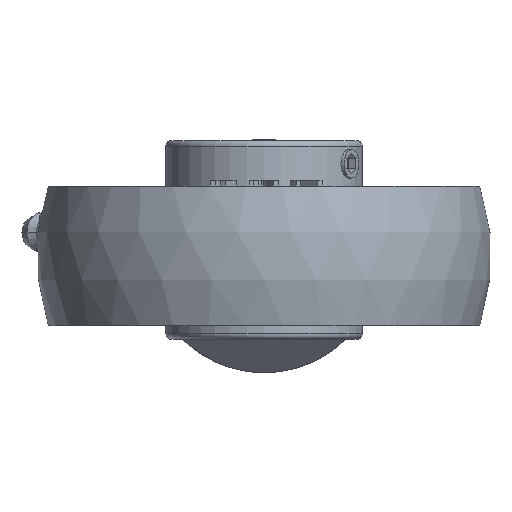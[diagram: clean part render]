
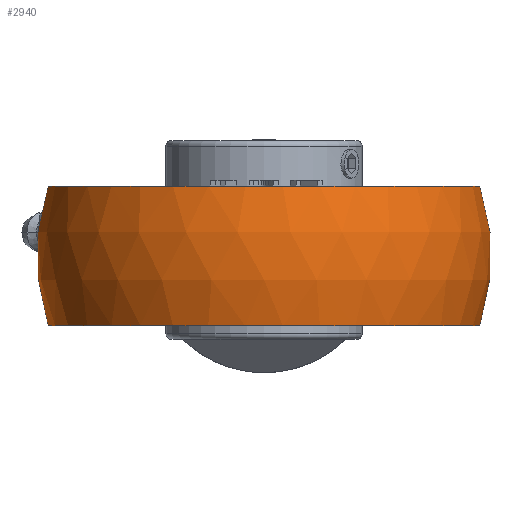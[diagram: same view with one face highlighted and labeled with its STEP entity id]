
A CAD part, front view. The second image highlights one B-rep face of the part: STEP entity #2940.
In plain terms, the highlighted spherical face has radius 39 mm.
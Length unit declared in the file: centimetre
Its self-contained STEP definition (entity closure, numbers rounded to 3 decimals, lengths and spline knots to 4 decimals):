
#257=SPHERICAL_SURFACE('',#3146,3.9);
#344=CIRCLE('',#3126,3.8536);
#345=CIRCLE('',#3129,3.8536);
#347=CIRCLE('',#3135,3.6998);
#349=CIRCLE('',#3138,3.8884);
#351=CIRCLE('',#3145,3.8884);
#352=CIRCLE('',#3147,3.8884);
#353=CIRCLE('',#3148,2.0001);
#354=CIRCLE('',#3149,3.7108);
#355=CIRCLE('',#3150,2.0001);
#356=CIRCLE('',#3151,3.8884);
#357=CIRCLE('',#3152,3.7108);
#465=B_SPLINE_CURVE_WITH_KNOTS('',3,(#5305,#5306,#5307,#5308,#5309,#5310,
#5311,#5312,#5313,#5314,#5315,#5316,#5317,#5318,#5319,#5320,#5321,#5322,
#5323,#5324,#5325,#5326),.UNSPECIFIED.,.F.,.U.,(4,2,2,2,2,2,2,2,2,2,4),(0.6795,
0.9065,1.1335,1.3605,1.5867,1.813,
2.039,2.2649,2.4922,2.7196,2.9468),
 .UNSPECIFIED.);
#642=VERTEX_POINT('',#5327);
#643=VERTEX_POINT('',#5328);
#649=VERTEX_POINT('',#5342);
#652=VERTEX_POINT('',#5349);
#658=VERTEX_POINT('',#5370);
#659=VERTEX_POINT('',#5372);
#662=VERTEX_POINT('',#5382);
#663=VERTEX_POINT('',#5383);
#664=VERTEX_POINT('',#5386);
#672=VERTEX_POINT('',#5407);
#673=VERTEX_POINT('',#5411);
#674=VERTEX_POINT('',#5413);
#675=VERTEX_POINT('',#5415);
#676=VERTEX_POINT('',#5418);
#677=VERTEX_POINT('',#5419);
#678=VERTEX_POINT('',#5421);
#1368=EDGE_CURVE('',#642,#643,#465,.T.);
#1375=EDGE_CURVE('',#649,#642,#344,.T.);
#1379=EDGE_CURVE('',#643,#652,#345,.T.);
#1389=EDGE_CURVE('',#658,#659,#347,.T.);
#1394=EDGE_CURVE('',#662,#663,#347,.T.);
#1396=EDGE_CURVE('',#664,#649,#349,.T.);
#1399=EDGE_CURVE('',#652,#663,#349,.T.);
#1407=EDGE_CURVE('',#672,#659,#351,.T.);
#1409=EDGE_CURVE('',#662,#673,#352,.T.);
#1410=EDGE_CURVE('',#674,#673,#353,.T.);
#1411=EDGE_CURVE('',#675,#674,#354,.T.);
#1412=EDGE_CURVE('',#672,#675,#355,.T.);
#1413=EDGE_CURVE('',#658,#676,#356,.T.);
#1414=EDGE_CURVE('',#677,#676,#355,.T.);
#1415=EDGE_CURVE('',#678,#677,#357,.T.);
#1416=EDGE_CURVE('',#664,#678,#353,.T.);
#2008=ORIENTED_EDGE('',*,*,#1379,.T.);
#2009=ORIENTED_EDGE('',*,*,#1399,.T.);
#2010=ORIENTED_EDGE('',*,*,#1394,.F.);
#2011=ORIENTED_EDGE('',*,*,#1409,.T.);
#2012=ORIENTED_EDGE('',*,*,#1410,.F.);
#2013=ORIENTED_EDGE('',*,*,#1411,.F.);
#2014=ORIENTED_EDGE('',*,*,#1412,.F.);
#2015=ORIENTED_EDGE('',*,*,#1407,.T.);
#2016=ORIENTED_EDGE('',*,*,#1389,.F.);
#2017=ORIENTED_EDGE('',*,*,#1413,.T.);
#2018=ORIENTED_EDGE('',*,*,#1414,.F.);
#2019=ORIENTED_EDGE('',*,*,#1415,.F.);
#2020=ORIENTED_EDGE('',*,*,#1416,.F.);
#2021=ORIENTED_EDGE('',*,*,#1396,.T.);
#2022=ORIENTED_EDGE('',*,*,#1375,.T.);
#2023=ORIENTED_EDGE('',*,*,#1368,.T.);
#2476=EDGE_LOOP('',(#2008,#2009,#2010,#2011,#2012,#2013,#2014,#2015,#2016,
#2017,#2018,#2019,#2020,#2021,#2022,#2023));
#2715=FACE_BOUND('',#2476,.T.);
#2940=ADVANCED_FACE('',(#2715),#257,.T.);
#3126=AXIS2_PLACEMENT_3D('',#5341,#3591,#3592);
#3129=AXIS2_PLACEMENT_3D('',#5348,#3597,#3598);
#3135=AXIS2_PLACEMENT_3D('',#5371,#3612,#3613);
#3138=AXIS2_PLACEMENT_3D('',#5385,#3617,#3618);
#3145=AXIS2_PLACEMENT_3D('',#5406,#3634,#3635);
#3146=AXIS2_PLACEMENT_3D('',#5409,#3637,#3638);
#3147=AXIS2_PLACEMENT_3D('',#5410,#3639,#3640);
#3148=AXIS2_PLACEMENT_3D('',#5412,#3641,#3642);
#3149=AXIS2_PLACEMENT_3D('',#5414,#3643,#3644);
#3150=AXIS2_PLACEMENT_3D('',#5416,#3645,#3646);
#3151=AXIS2_PLACEMENT_3D('',#5417,#3647,#3648);
#3152=AXIS2_PLACEMENT_3D('',#5420,#3649,#3650);
#3591=DIRECTION('',(0.707,0.707,0.));
#3592=DIRECTION('',(0.,0.,-3.854));
#3597=DIRECTION('',(-0.707,-0.707,0.));
#3598=DIRECTION('',(0.,0.,3.854));
#3612=DIRECTION('',(0.,1.,0.));
#3613=DIRECTION('',(3.7,0.,0.));
#3617=DIRECTION('',(0.,0.,1.));
#3618=DIRECTION('',(0.,3.888,0.));
#3634=DIRECTION('',(0.,0.,-1.));
#3635=DIRECTION('',(0.,-3.888,0.));
#3637=DIRECTION('',(0.,0.,1.));
#3638=DIRECTION('',(1.,0.,0.));
#3639=DIRECTION('',(0.,0.,-1.));
#3640=DIRECTION('',(0.,-3.888,0.));
#3641=DIRECTION('',(0.,1.,0.));
#3642=DIRECTION('',(0.,0.,-2.));
#3643=DIRECTION('',(0.,0.,-1.));
#3644=DIRECTION('',(0.,-3.711,0.));
#3645=DIRECTION('',(0.,1.,0.));
#3646=DIRECTION('',(0.,0.,-2.));
#3647=DIRECTION('',(0.,0.,1.));
#3648=DIRECTION('',(0.,3.888,0.));
#3649=DIRECTION('',(0.,0.,1.));
#3650=DIRECTION('',(0.,3.711,0.));
#5305=CARTESIAN_POINT('',(-2.335,3.1191,0.1705));
#5306=CARTESIAN_POINT('',(-2.308,3.1353,0.2444));
#5307=CARTESIAN_POINT('',(-2.2915,3.14,0.3248));
#5308=CARTESIAN_POINT('',(-2.2803,3.1289,0.4753));
#5309=CARTESIAN_POINT('',(-2.285,3.1123,0.5556));
#5310=CARTESIAN_POINT('',(-2.3173,3.0581,0.7034));
#5311=CARTESIAN_POINT('',(-2.3449,3.0204,0.7709));
#5312=CARTESIAN_POINT('',(-2.4123,2.9371,0.8774));
#5313=CARTESIAN_POINT('',(-2.4565,2.886,0.9236));
#5314=CARTESIAN_POINT('',(-2.5565,2.7768,0.9849));
#5315=CARTESIAN_POINT('',(-2.6122,2.7189,1.));
#5316=CARTESIAN_POINT('',(-2.7188,2.6123,1.));
#5317=CARTESIAN_POINT('',(-2.7767,2.5566,0.9849));
#5318=CARTESIAN_POINT('',(-2.8857,2.4568,0.9238));
#5319=CARTESIAN_POINT('',(-2.9368,2.4126,0.8778));
#5320=CARTESIAN_POINT('',(-3.0201,2.3451,0.7713));
#5321=CARTESIAN_POINT('',(-3.0579,2.3174,0.7038));
#5322=CARTESIAN_POINT('',(-3.1123,2.285,0.5558));
#5323=CARTESIAN_POINT('',(-3.1289,2.2803,0.4754));
#5324=CARTESIAN_POINT('',(-3.14,2.2915,0.3246));
#5325=CARTESIAN_POINT('',(-3.1353,2.308,0.2442));
#5326=CARTESIAN_POINT('',(-3.119,2.3351,0.1702));
#5327=CARTESIAN_POINT('',(-2.2859,3.1344,0.4));
#5328=CARTESIAN_POINT('',(-3.1344,2.2859,0.4));
#5341=CARTESIAN_POINT('',(0.4243,0.4243,0.));
#5342=CARTESIAN_POINT('',(-2.2924,3.1409,0.3));
#5348=CARTESIAN_POINT('',(-0.4243,-0.4243,0.));
#5349=CARTESIAN_POINT('',(-3.1409,2.2924,0.3));
#5370=CARTESIAN_POINT('',(3.6876,1.2335,0.3));
#5371=CARTESIAN_POINT('',(0.,1.2335,0.));
#5372=CARTESIAN_POINT('',(3.6876,1.2335,-0.3));
#5382=CARTESIAN_POINT('',(-3.6876,1.2335,-0.3));
#5383=CARTESIAN_POINT('',(-3.6876,1.2335,0.3));
#5385=CARTESIAN_POINT('',(0.,0.,0.3));
#5386=CARTESIAN_POINT('',(-1.9774,3.3481,0.3));
#5406=CARTESIAN_POINT('',(0.,0.,-0.3));
#5407=CARTESIAN_POINT('',(1.9774,3.3481,-0.3));
#5409=CARTESIAN_POINT('',(0.,0.,0.));
#5410=CARTESIAN_POINT('',(0.,0.,-0.3));
#5411=CARTESIAN_POINT('',(-1.9774,3.3481,-0.3));
#5412=CARTESIAN_POINT('',(0.,3.3481,0.));
#5413=CARTESIAN_POINT('',(-1.6001,3.3481,-1.2));
#5414=CARTESIAN_POINT('',(0.,0.,-1.2));
#5415=CARTESIAN_POINT('',(1.6001,3.3481,-1.2));
#5416=CARTESIAN_POINT('',(0.,3.3481,0.));
#5417=CARTESIAN_POINT('',(0.,0.,0.3));
#5418=CARTESIAN_POINT('',(1.9774,3.3481,0.3));
#5419=CARTESIAN_POINT('',(1.6001,3.3481,1.2));
#5420=CARTESIAN_POINT('',(0.,0.,1.2));
#5421=CARTESIAN_POINT('',(-1.6001,3.3481,1.2));
